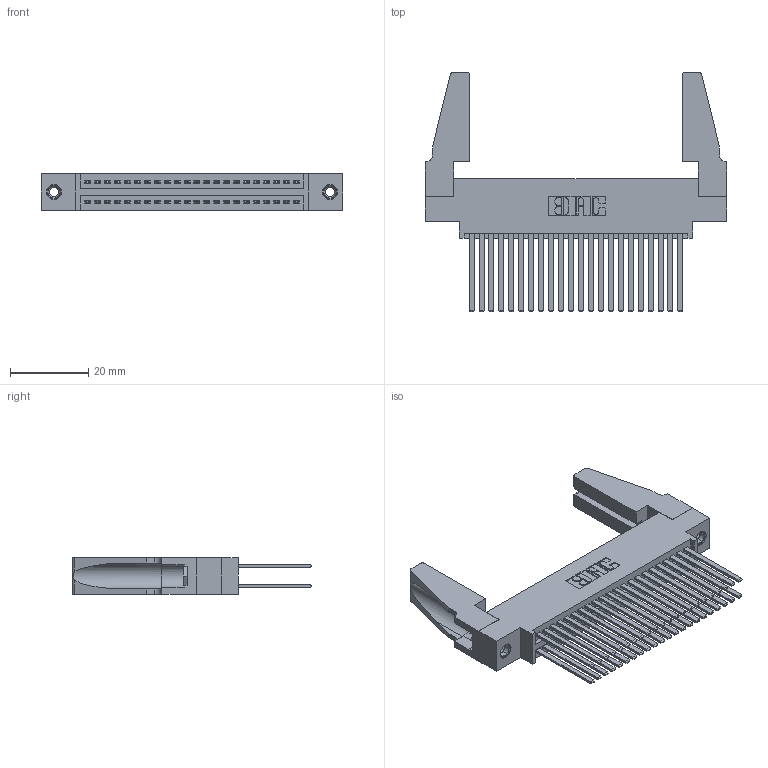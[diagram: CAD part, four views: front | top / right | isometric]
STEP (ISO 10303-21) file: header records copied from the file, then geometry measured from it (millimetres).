
FILE_DESCRIPTION (( 'STEP AP203' ), '1' );
FILE_NAME ('345-044-544-888.STEP', '2019-10-29T00:12:54', ( '' ), ( '' ), 'SwSTEP 2.0', 'SolidWorks 2016', '' );
FILE_SCHEMA (( 'CONFIG_CONTROL_DESIGN' ));
Length unit declared in the file: inch
Products named in the file (5): 345 Part_0.170 Offset - 0.156 Dia-TH; 345-250-001_345-250-001-102; 345-292-001_345-293-144; 345-044-544-888; 345-220-078_345-220-088
Assembly tree (49 placements, depth 2):
  345-044-544-888
    345 Part_0.170 Offset - 0.156 Dia-TH
    345-292-001_345-293-144  x44
    345-250-001_345-250-001-102  x2
    345-220-078_345-220-088  x2
Bounding box: 77.11 x 61.14 x 9.4 mm (x, y, z)
Volume: 11061.2 mm3; surface area: 16228.7 mm2
Topology: 49 solids, 49 shells, 2190 faces, 6431 edges, 4218 vertices
Faces by surface type: plane 1432, cylinder 742, cone 12, torus 4
Entity records: 22050 total; most frequent: CARTESIAN_POINT 3710, ORIENTED_EDGE 3604, DIRECTION 3298, EDGE_CURVE 1802, LINE 1544, VECTOR 1544, VERTEX_POINT 1194, AXIS2_PLACEMENT_3D 877
